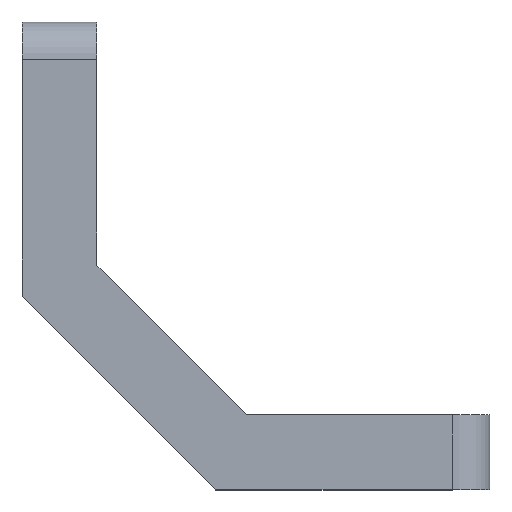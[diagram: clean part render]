
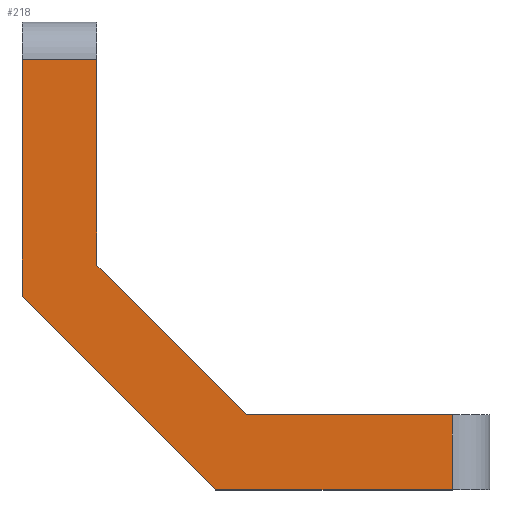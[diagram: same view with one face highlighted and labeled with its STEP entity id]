
A CAD part, top view. The second image highlights one B-rep face of the part: STEP entity #218.
In plain terms, the highlighted planar face has unit normal (0, 0, 1).
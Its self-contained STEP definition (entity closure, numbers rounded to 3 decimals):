
#21 = DIRECTION ( 'NONE',  ( 0., 0., 1. ) ) ;
#65 = CARTESIAN_POINT ( 'NONE',  ( 9.5, -12.5, 6. ) ) ;
#66 = CARTESIAN_POINT ( 'NONE',  ( 3.172, -12.5, 6. ) ) ;
#75 = CARTESIAN_POINT ( 'NONE',  ( 0., -6.5, 6. ) ) ;
#78 = CARTESIAN_POINT ( 'NONE',  ( 9.5, -10.5, 6. ) ) ;
#79 = CARTESIAN_POINT ( 'NONE',  ( -2., -7.328, 6. ) ) ;
#89 = CARTESIAN_POINT ( 'NONE',  ( 0., -1., 6. ) ) ;
#96 = CARTESIAN_POINT ( 'NONE',  ( 4., -10.5, 6. ) ) ;
#103 = CARTESIAN_POINT ( 'NONE',  ( -2., -1., 6. ) ) ;
#114 = CARTESIAN_POINT ( 'NONE',  ( 0., -12.5, 6. ) ) ;
#115 = DIRECTION ( 'NONE',  ( -1., 0., 0. ) ) ;
#116 = DIRECTION ( 'NONE',  ( 1., 0., 0. ) ) ;
#121 = CARTESIAN_POINT ( 'NONE',  ( -2., -1., 6. ) ) ;
#122 = DIRECTION ( 'NONE',  ( 0., -1., 0. ) ) ;
#123 = CARTESIAN_POINT ( 'NONE',  ( -2., 0., 6. ) ) ;
#133 = DIRECTION ( 'NONE',  ( 0., 1., 0. ) ) ;
#134 = CARTESIAN_POINT ( 'NONE',  ( 0., 0., 6. ) ) ;
#141 = DIRECTION ( 'NONE',  ( -0.707, 0.707, 0. ) ) ;
#153 = CARTESIAN_POINT ( 'NONE',  ( -4.664, -4.664, 6. ) ) ;
#154 = DIRECTION ( 'NONE',  ( -0.707, 0.707, 0. ) ) ;
#155 = CARTESIAN_POINT ( 'NONE',  ( 4., -10.5, 6. ) ) ;
#161 = DIRECTION ( 'NONE',  ( 0., 1., 0. ) ) ;
#162 = CARTESIAN_POINT ( 'NONE',  ( 9.5, -10.5, 6. ) ) ;
#197 = DIRECTION ( 'NONE',  ( -1., 0., 0. ) ) ;
#218 = ADVANCED_FACE ( 'NONE', ( #421 ), #365, .T. ) ;
#255 = EDGE_CURVE ( 'NONE', #577, #502, #406, .T. ) ;
#260 = CARTESIAN_POINT ( 'NONE',  ( 0., -10.5, 6. ) ) ;
#282 = DIRECTION ( 'NONE',  ( 1., 0., 0. ) ) ;
#292 = EDGE_CURVE ( 'NONE', #622, #577, #374, .T. ) ;
#300 = EDGE_CURVE ( 'NONE', #502, #603, #362, .T. ) ;
#310 = VECTOR ( 'NONE', #116, 1000. ) ;
#313 = LINE ( 'NONE', #114, #310 ) ;
#318 = VECTOR ( 'NONE', #115, 1000. ) ;
#323 = LINE ( 'NONE', #121, #318 ) ;
#325 = EDGE_CURVE ( 'NONE', #603, #522, #346, .T. ) ;
#326 = VECTOR ( 'NONE', #122, 1000. ) ;
#329 = VECTOR ( 'NONE', #141, 1000. ) ;
#331 = LINE ( 'NONE', #123, #326 ) ;
#332 = LINE ( 'NONE', #153, #329 ) ;
#343 = VECTOR ( 'NONE', #133, 1000. ) ;
#346 = LINE ( 'NONE', #134, #343 ) ;
#356 = EDGE_CURVE ( 'NONE', #621, #582, #332, .T. ) ;
#357 = CARTESIAN_POINT ( 'NONE',  ( 0., 0., 6. ) ) ;
#358 = VECTOR ( 'NONE', #154, 1000. ) ;
#361 = EDGE_CURVE ( 'NONE', #504, #582, #331, .T. ) ;
#362 = LINE ( 'NONE', #155, #358 ) ;
#365 = PLANE ( 'NONE',  #537 ) ;
#371 = VECTOR ( 'NONE', #161, 1000. ) ;
#374 = LINE ( 'NONE', #162, #371 ) ;
#406 = LINE ( 'NONE', #260, #411 ) ;
#411 = VECTOR ( 'NONE', #197, 1000. ) ;
#421 = FACE_OUTER_BOUND ( 'NONE', #609, .T. ) ;
#460 = ORIENTED_EDGE ( 'NONE', *, *, #356, .F. ) ;
#463 = ORIENTED_EDGE ( 'NONE', *, *, #361, .T. ) ;
#464 = ORIENTED_EDGE ( 'NONE', *, *, #325, .T. ) ;
#470 = EDGE_CURVE ( 'NONE', #522, #504, #323, .T. ) ;
#478 = ORIENTED_EDGE ( 'NONE', *, *, #470, .T. ) ;
#485 = ORIENTED_EDGE ( 'NONE', *, *, #255, .T. ) ;
#491 = ORIENTED_EDGE ( 'NONE', *, *, #300, .T. ) ;
#493 = EDGE_CURVE ( 'NONE', #621, #622, #313, .T. ) ;
#502 = VERTEX_POINT ( 'NONE', #96 ) ;
#504 = VERTEX_POINT ( 'NONE', #103 ) ;
#522 = VERTEX_POINT ( 'NONE', #89 ) ;
#537 = AXIS2_PLACEMENT_3D ( 'NONE', #357, #21, #282 ) ;
#546 = ORIENTED_EDGE ( 'NONE', *, *, #493, .T. ) ;
#547 = ORIENTED_EDGE ( 'NONE', *, *, #292, .T. ) ;
#577 = VERTEX_POINT ( 'NONE', #78 ) ;
#582 = VERTEX_POINT ( 'NONE', #79 ) ;
#603 = VERTEX_POINT ( 'NONE', #75 ) ;
#609 = EDGE_LOOP ( 'NONE', ( #546, #547, #485, #491, #464, #478, #463, #460 ) ) ;
#621 = VERTEX_POINT ( 'NONE', #66 ) ;
#622 = VERTEX_POINT ( 'NONE', #65 ) ;
